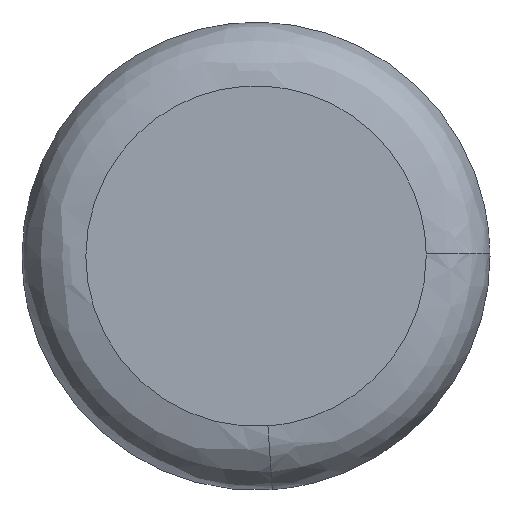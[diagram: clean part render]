
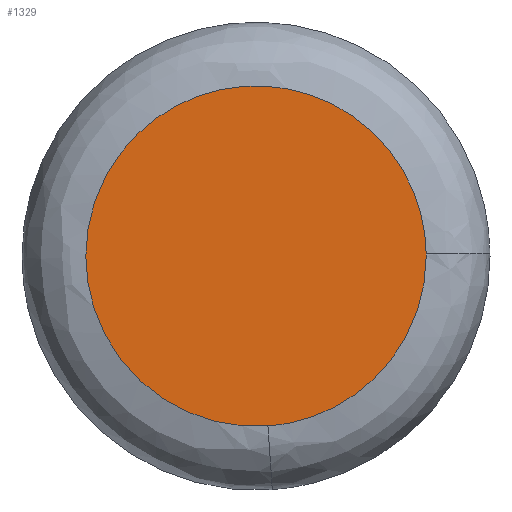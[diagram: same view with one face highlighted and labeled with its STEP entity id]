
A CAD part, top view. The second image highlights one B-rep face of the part: STEP entity #1329.
In plain terms, the highlighted free-form (B-spline) face has degree [1, 1] with [2, 2] control points.
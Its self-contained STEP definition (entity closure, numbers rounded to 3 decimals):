
#79=CARTESIAN_POINT('',(0.279,-3.99,1.5));
#80=VERTEX_POINT('',#79);
#81=CARTESIAN_POINT('',(-4.0,0.0,1.5));
#82=VERTEX_POINT('',#81);
#83=CARTESIAN_POINT('',(0.279,-3.99,1.5));
#84=CARTESIAN_POINT('',(0.14,-4.,1.5));
#85=CARTESIAN_POINT('',(0.0,-4.0,1.5));
#86=CARTESIAN_POINT('',(-4.,-4.,1.5));
#87=CARTESIAN_POINT('',(-4.0,0.0,1.5));
#95=(BOUNDED_CURVE()B_SPLINE_CURVE(2,(#83,#84,#85,#86,#87),.UNSPECIFIED.,.F.,.U.)B_SPLINE_CURVE_WITH_KNOTS((3,2,3),(0.738,0.75,1.0),.UNSPECIFIED.)CURVE()GEOMETRIC_REPRESENTATION_ITEM()RATIONAL_B_SPLINE_CURVE((0.973,0.986,1.0,0.707,1.0))REPRESENTATION_ITEM(''));
#96=EDGE_CURVE('',#80,#82,#95,.T.);
#98=CARTESIAN_POINT('',(4.,0.05,1.5));
#99=VERTEX_POINT('',#98);
#100=CARTESIAN_POINT('',(-4.0,0.0,1.5));
#101=CARTESIAN_POINT('',(-4.,4.,1.5));
#102=CARTESIAN_POINT('',(0.0,4.0,1.5));
#103=CARTESIAN_POINT('',(3.95,4.0,1.5));
#104=CARTESIAN_POINT('',(4.,0.05,1.5));
#112=(BOUNDED_CURVE()B_SPLINE_CURVE(2,(#100,#101,#102,#103,#104),.UNSPECIFIED.,.F.,.U.)B_SPLINE_CURVE_WITH_KNOTS((3,2,3),(0.0,0.25,0.498),.UNSPECIFIED.)CURVE()GEOMETRIC_REPRESENTATION_ITEM()RATIONAL_B_SPLINE_CURVE((1.0,0.707,1.0,0.71,0.995))REPRESENTATION_ITEM(''));
#113=EDGE_CURVE('',#82,#99,#112,.T.);
#203=CARTESIAN_POINT('',(4.0,0.0,1.5));
#204=VERTEX_POINT('',#203);
#205=CARTESIAN_POINT('',(4.0,0.0,1.5));
#206=CARTESIAN_POINT('',(4.,-3.73,1.5));
#207=CARTESIAN_POINT('',(0.279,-3.99,1.5));
#215=(BOUNDED_CURVE()B_SPLINE_CURVE(2,(#205,#206,#207),.UNSPECIFIED.,.F.,.U.)B_SPLINE_CURVE_WITH_KNOTS((3,3),(0.5,0.738),.UNSPECIFIED.)CURVE()GEOMETRIC_REPRESENTATION_ITEM()RATIONAL_B_SPLINE_CURVE((1.0,0.721,0.973))REPRESENTATION_ITEM(''));
#216=EDGE_CURVE('',#204,#80,#215,.T.);
#248=CARTESIAN_POINT('',(4.,0.05,1.5));
#249=CARTESIAN_POINT('',(4.0,0.025,1.5));
#250=CARTESIAN_POINT('',(4.0,0.0,1.5));
#258=(BOUNDED_CURVE()B_SPLINE_CURVE(2,(#248,#249,#250),.UNSPECIFIED.,.F.,.U.)B_SPLINE_CURVE_WITH_KNOTS((3,3),(0.498,0.5),.UNSPECIFIED.)CURVE()GEOMETRIC_REPRESENTATION_ITEM()RATIONAL_B_SPLINE_CURVE((0.995,0.997,1.0))REPRESENTATION_ITEM(''));
#259=EDGE_CURVE('',#99,#204,#258,.T.);
#1318=CARTESIAN_POINT('',(-4.4,-4.399,1.5));
#1319=CARTESIAN_POINT('',(4.4,-4.399,1.5));
#1320=CARTESIAN_POINT('',(-4.4,4.399,1.5));
#1321=CARTESIAN_POINT('',(4.4,4.399,1.5));
#1322=B_SPLINE_SURFACE_WITH_KNOTS('',1,1,((#1318,#1320),(#1319,#1321)),.UNSPECIFIED.,.F.,.F.,.U.,(2,2),(2,2),(0.0,8.799),(0.0,8.799),.UNSPECIFIED.);
#1323=ORIENTED_EDGE('',*,*,#96,.F.);
#1324=ORIENTED_EDGE('',*,*,#216,.F.);
#1325=ORIENTED_EDGE('',*,*,#259,.F.);
#1326=ORIENTED_EDGE('',*,*,#113,.F.);
#1327=EDGE_LOOP('',(#1323,#1324,#1325,#1326));
#1328=FACE_OUTER_BOUND('',#1327,.T.);
#1329=ADVANCED_FACE('',(#1328),#1322,.T.);
